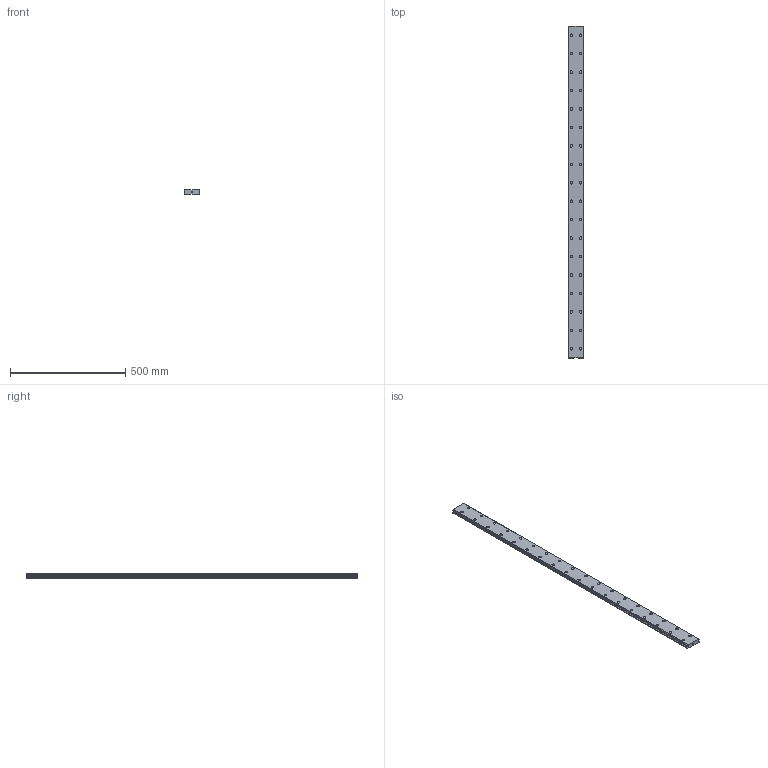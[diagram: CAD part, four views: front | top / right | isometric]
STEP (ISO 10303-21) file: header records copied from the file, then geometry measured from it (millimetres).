
FILE_DESCRIPTION(('STEP AP214'),'1');
FILE_NAME('cctmp_331F7939-A4AE-4279-A425-981A8B53FE19_2021_03_09_10_06_33_0587..stp','2021-03-09T09:06:33',('HIWIN GmbH'),('CADClick - www.CADClick.com'),'Spatial InterOp 3D',' ','unknown authorization');
FILE_SCHEMA(('AUTOMOTIVE_DESIGN'));
Length unit declared in the file: millimetre
Products named in the file (1): WER35R1440H_FILE
Bounding box: 69 x 1440 x 19 mm (x, y, z)
Volume: 1737713.1 mm3; surface area: 281873.6 mm2
Topology: 1 solids, 1 shells, 427 faces, 939 edges, 626 vertices
Faces by surface type: cylinder 234, plane 193
Entity records: 15381 total; most frequent: DIRECTION 2263, CARTESIAN_POINT 1993, ORIENTED_EDGE 1878, EDGE_CURVE 939, AXIS2_PLACEMENT_3D 896, VERTEX_POINT 626, EDGE_LOOP 539, LINE 471
